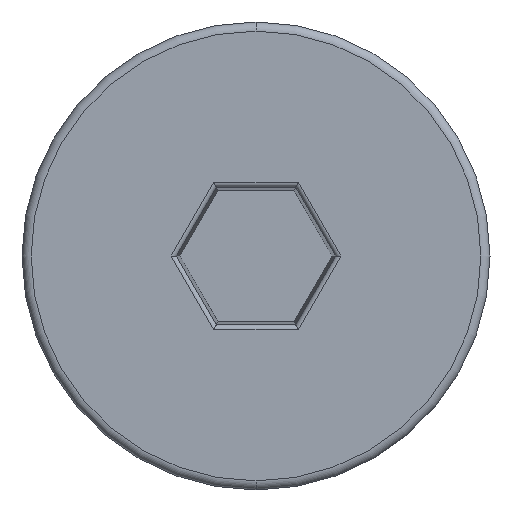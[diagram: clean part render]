
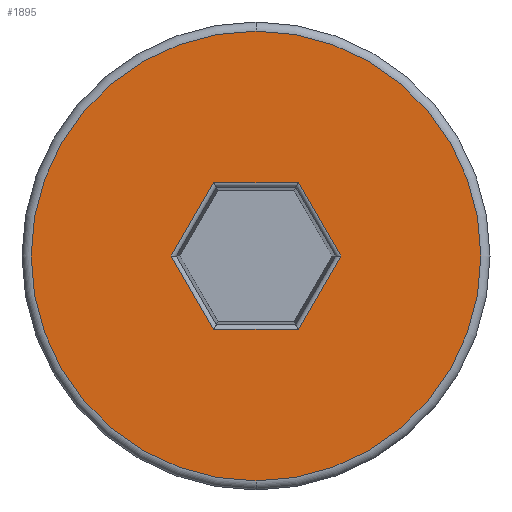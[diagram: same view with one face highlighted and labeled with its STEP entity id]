
A CAD part, left-side view. The second image highlights one B-rep face of the part: STEP entity #1895.
In plain terms, the highlighted planar face has unit normal (-1, 0, 0).
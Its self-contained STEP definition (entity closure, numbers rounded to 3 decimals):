
#39 = DIRECTION ( 'NONE',  ( 0., -0.5, -0.866 ) ) ;
#235 = ORIENTED_EDGE ( 'NONE', *, *, #1077, .T. ) ;
#264 = EDGE_CURVE ( 'NONE', #945, #2403, #3074, .T. ) ;
#493 = EDGE_CURVE ( 'NONE', #3663, #1802, #621, .T. ) ;
#518 = VECTOR ( 'NONE', #3183, 1000. ) ;
#621 = LINE ( 'NONE', #2073, #518 ) ;
#636 = CARTESIAN_POINT ( 'NONE',  ( 0., 0., 0. ) ) ;
#766 = EDGE_CURVE ( 'NONE', #4163, #3764, #4159, .T. ) ;
#814 = FACE_OUTER_BOUND ( 'NONE', #1127, .T. ) ;
#872 = LINE ( 'NONE', #3493, #4683 ) ;
#877 = VECTOR ( 'NONE', #39, 1000. ) ;
#919 = EDGE_CURVE ( 'NONE', #1802, #945, #4270, .T. ) ;
#945 = VERTEX_POINT ( 'NONE', #3391 ) ;
#977 = DIRECTION ( 'NONE',  ( 1., 0., 0. ) ) ;
#1041 = CARTESIAN_POINT ( 'NONE',  ( 0., -1.391, -0.803 ) ) ;
#1049 = CARTESIAN_POINT ( 'NONE',  ( 0., 0.928, -1.607 ) ) ;
#1077 = EDGE_CURVE ( 'NONE', #2398, #1327, #872, .T. ) ;
#1127 = EDGE_LOOP ( 'NONE', ( #1705, #1877 ) ) ;
#1327 = VERTEX_POINT ( 'NONE', #1049 ) ;
#1354 = DIRECTION ( 'NONE',  ( 0., 0., -1. ) ) ;
#1381 = CARTESIAN_POINT ( 'NONE',  ( 0., -1.855, 0. ) ) ;
#1478 = DIRECTION ( 'NONE',  ( -1., 0., 0. ) ) ;
#1491 = DIRECTION ( 'NONE',  ( 0., 0., -1. ) ) ;
#1630 = EDGE_LOOP ( 'NONE', ( #235, #4118, #3185, #2667, #3369, #1692 ) ) ;
#1660 = VECTOR ( 'NONE', #4715, 1000. ) ;
#1663 = EDGE_CURVE ( 'NONE', #3764, #4163, #4094, .T. ) ;
#1692 = ORIENTED_EDGE ( 'NONE', *, *, #4610, .T. ) ;
#1705 = ORIENTED_EDGE ( 'NONE', *, *, #766, .T. ) ;
#1752 = EDGE_CURVE ( 'NONE', #1327, #3663, #4213, .T. ) ;
#1802 = VERTEX_POINT ( 'NONE', #2051 ) ;
#1877 = ORIENTED_EDGE ( 'NONE', *, *, #1663, .T. ) ;
#1895 = ADVANCED_FACE ( 'NONE', ( #3005, #814 ), #2146, .F. ) ;
#2051 = CARTESIAN_POINT ( 'NONE',  ( 0., 0.928, 1.607 ) ) ;
#2073 = CARTESIAN_POINT ( 'NONE',  ( 0., 1.391, 0.803 ) ) ;
#2146 = PLANE ( 'NONE',  #4554 ) ;
#2213 = CARTESIAN_POINT ( 'NONE',  ( 0., 1.855, 0. ) ) ;
#2379 = AXIS2_PLACEMENT_3D ( 'NONE', #4800, #1478, #1491 ) ;
#2398 = VERTEX_POINT ( 'NONE', #3250 ) ;
#2403 = VERTEX_POINT ( 'NONE', #1381 ) ;
#2414 = DIRECTION ( 'NONE',  ( 0., 0., -1. ) ) ;
#2538 = VECTOR ( 'NONE', #4190, 1000. ) ;
#2600 = CARTESIAN_POINT ( 'NONE',  ( 0., -1.391, 0.803 ) ) ;
#2667 = ORIENTED_EDGE ( 'NONE', *, *, #919, .T. ) ;
#2778 = DIRECTION ( 'NONE',  ( 0., 0.5, 0.866 ) ) ;
#3005 = FACE_BOUND ( 'NONE', #1630, .T. ) ;
#3074 = LINE ( 'NONE', #2600, #877 ) ;
#3183 = DIRECTION ( 'NONE',  ( 0., -0.5, 0.866 ) ) ;
#3185 = ORIENTED_EDGE ( 'NONE', *, *, #493, .T. ) ;
#3250 = CARTESIAN_POINT ( 'NONE',  ( 0., -0.928, -1.607 ) ) ;
#3369 = ORIENTED_EDGE ( 'NONE', *, *, #264, .T. ) ;
#3391 = CARTESIAN_POINT ( 'NONE',  ( 0., -0.928, 1.607 ) ) ;
#3402 = VECTOR ( 'NONE', #2778, 1000. ) ;
#3467 = DIRECTION ( 'NONE',  ( -1., 0., 0. ) ) ;
#3493 = CARTESIAN_POINT ( 'NONE',  ( 0., 0., -1.607 ) ) ;
#3612 = LINE ( 'NONE', #1041, #1660 ) ;
#3663 = VERTEX_POINT ( 'NONE', #2213 ) ;
#3764 = VERTEX_POINT ( 'NONE', #4366 ) ;
#3811 = CARTESIAN_POINT ( 'NONE',  ( 0., 0., 1.607 ) ) ;
#3901 = CARTESIAN_POINT ( 'NONE',  ( 0., 0., 0. ) ) ;
#3974 = AXIS2_PLACEMENT_3D ( 'NONE', #3901, #3467, #2414 ) ;
#4094 = CIRCLE ( 'NONE', #3974, 4.917 ) ;
#4118 = ORIENTED_EDGE ( 'NONE', *, *, #1752, .T. ) ;
#4159 = CIRCLE ( 'NONE', #2379, 4.917 ) ;
#4163 = VERTEX_POINT ( 'NONE', #4473 ) ;
#4190 = DIRECTION ( 'NONE',  ( 0., -1., 0. ) ) ;
#4213 = LINE ( 'NONE', #4622, #3402 ) ;
#4214 = DIRECTION ( 'NONE',  ( 0., 1., 0. ) ) ;
#4270 = LINE ( 'NONE', #3811, #2538 ) ;
#4366 = CARTESIAN_POINT ( 'NONE',  ( 0., 0., 4.917 ) ) ;
#4473 = CARTESIAN_POINT ( 'NONE',  ( 0., 0., -4.917 ) ) ;
#4554 = AXIS2_PLACEMENT_3D ( 'NONE', #636, #977, #1354 ) ;
#4610 = EDGE_CURVE ( 'NONE', #2403, #2398, #3612, .T. ) ;
#4622 = CARTESIAN_POINT ( 'NONE',  ( 0., 1.391, -0.803 ) ) ;
#4683 = VECTOR ( 'NONE', #4214, 1000. ) ;
#4715 = DIRECTION ( 'NONE',  ( 0., 0.5, -0.866 ) ) ;
#4800 = CARTESIAN_POINT ( 'NONE',  ( 0., 0., 0. ) ) ;
